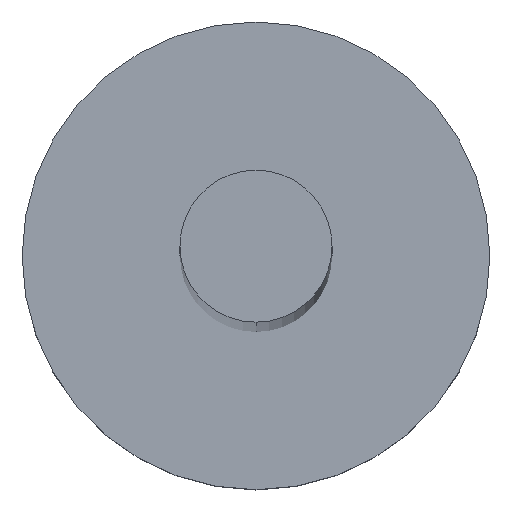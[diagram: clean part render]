
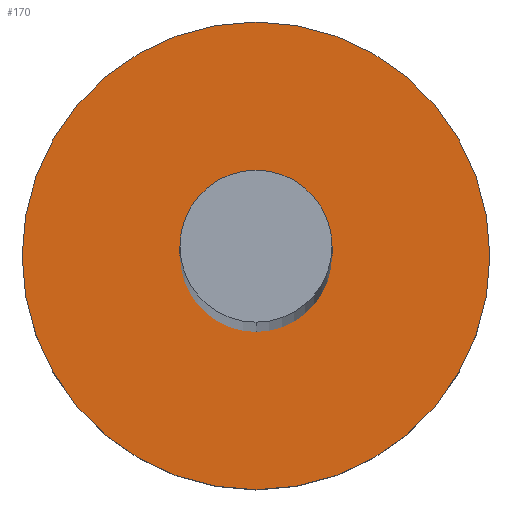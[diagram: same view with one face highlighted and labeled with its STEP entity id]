
A CAD part, top view. The second image highlights one B-rep face of the part: STEP entity #170.
In plain terms, the highlighted face is planar.
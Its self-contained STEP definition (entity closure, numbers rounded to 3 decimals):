
#1 = CARTESIAN_POINT ( 'NONE',  ( 0., 0., 0. ) ) ;
#6 = EDGE_CURVE ( 'NONE', #114, #108, #65, .T. ) ;
#31 = EDGE_CURVE ( 'NONE', #108, #114, #50, .T. ) ;
#36 = FACE_OUTER_BOUND ( 'NONE', #483, .T. ) ;
#50 = CIRCLE ( 'NONE', #494, 20. ) ;
#65 = CIRCLE ( 'NONE', #152, 20. ) ;
#84 = ORIENTED_EDGE ( 'NONE', *, *, #6, .T. ) ;
#107 = ORIENTED_EDGE ( 'NONE', *, *, #31, .T. ) ;
#108 = VERTEX_POINT ( 'NONE', #151 ) ;
#114 = VERTEX_POINT ( 'NONE', #414 ) ;
#115 = DIRECTION ( 'NONE',  ( 0., 1., 0. ) ) ;
#120 = CARTESIAN_POINT ( 'NONE',  ( 0., 0., 0. ) ) ;
#151 = CARTESIAN_POINT ( 'NONE',  ( 0., 0., -20. ) ) ;
#152 = AXIS2_PLACEMENT_3D ( 'NONE', #120, #115, #327 ) ;
#157 = AXIS2_PLACEMENT_3D ( 'NONE', #161, #408, #406 ) ;
#161 = CARTESIAN_POINT ( 'NONE',  ( 0., 0., 0. ) ) ;
#170 = ADVANCED_FACE ( 'NONE', ( #36 ), #224, .T. ) ;
#224 = PLANE ( 'NONE',  #157 ) ;
#327 = DIRECTION ( 'NONE',  ( 0., 0., 1. ) ) ;
#402 = DIRECTION ( 'NONE',  ( 0., 0., 1. ) ) ;
#403 = DIRECTION ( 'NONE',  ( 0., 1., 0. ) ) ;
#406 = DIRECTION ( 'NONE',  ( 0., 0., 1. ) ) ;
#408 = DIRECTION ( 'NONE',  ( 0., 1., 0. ) ) ;
#414 = CARTESIAN_POINT ( 'NONE',  ( 0., 0., 20. ) ) ;
#483 = EDGE_LOOP ( 'NONE', ( #84, #107 ) ) ;
#494 = AXIS2_PLACEMENT_3D ( 'NONE', #1, #403, #402 ) ;
